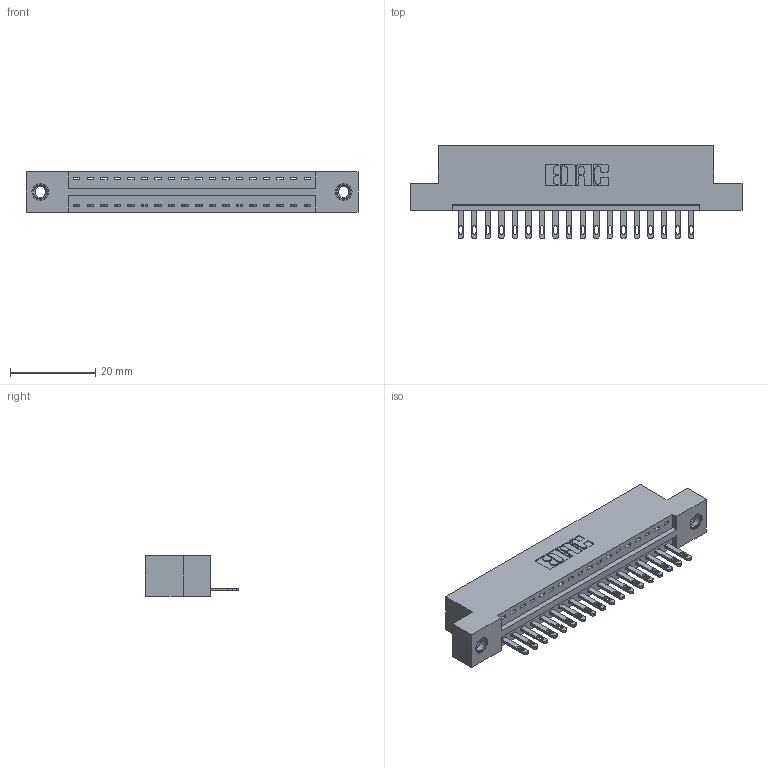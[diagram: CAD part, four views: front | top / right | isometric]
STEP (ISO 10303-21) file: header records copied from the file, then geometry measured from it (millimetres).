
FILE_DESCRIPTION (( 'STEP AP203' ), '1' );
FILE_NAME ('346-018-500-107.STEP', '2018-08-20T06:44:53', ( '' ), ( '' ), 'SwSTEP 2.0', 'SolidWorks 2016', '' );
FILE_SCHEMA (( 'CONFIG_CONTROL_DESIGN' ));
Length unit declared in the file: inch
Products named in the file (4): 346-018-500-107; 346 Part_Flush Mounting Lugs - 0.156 Dia-TI; 345-292-001_345-293-100; 345-250-001_345-250-005-103
Assembly tree (21 placements, depth 2):
  346-018-500-107
    346 Part_Flush Mounting Lugs - 0.156 Dia-TI
    345-292-001_345-293-100  x18
    345-250-001_345-250-005-103  x2
Bounding box: 77.72 x 21.84 x 9.4 mm (x, y, z)
Volume: 7272.2 mm3; surface area: 8906.9 mm2
Topology: 21 solids, 21 shells, 1154 faces, 3489 edges, 2318 vertices
Faces by surface type: plane 720, cylinder 418, cone 12, torus 4
Entity records: 15518 total; most frequent: CARTESIAN_POINT 2649, ORIENTED_EDGE 2594, DIRECTION 2395, EDGE_CURVE 1297, LINE 1069, VECTOR 1069, VERTEX_POINT 860, AXIS2_PLACEMENT_3D 663
